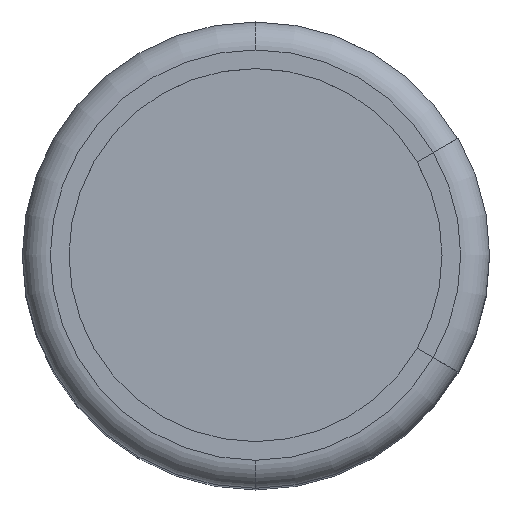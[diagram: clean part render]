
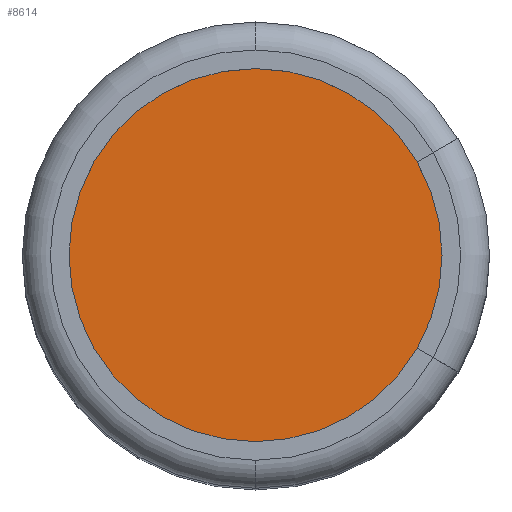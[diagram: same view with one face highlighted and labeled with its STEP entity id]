
A CAD part, top view. The second image highlights one B-rep face of the part: STEP entity #8614.
In plain terms, the highlighted planar face has unit normal (0, 0, 1).
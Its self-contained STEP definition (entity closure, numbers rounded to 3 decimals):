
#492 = DIRECTION ( 'NONE',  ( 0., 1., 0. ) ) ;
#831 = CIRCLE ( 'NONE', #9853, 2. ) ;
#973 = PLANE ( 'NONE',  #6328 ) ;
#1208 = CARTESIAN_POINT ( 'NONE',  ( 0., -2., 10.8 ) ) ;
#1416 = DIRECTION ( 'NONE',  ( 0., 0., 1. ) ) ;
#1554 = CARTESIAN_POINT ( 'NONE',  ( 0., 0., 10.8 ) ) ;
#2118 = CARTESIAN_POINT ( 'NONE',  ( 0., 0., 10.8 ) ) ;
#2793 = ORIENTED_EDGE ( 'NONE', *, *, #9667, .T. ) ;
#3612 = ORIENTED_EDGE ( 'NONE', *, *, #8360, .T. ) ;
#4505 = DIRECTION ( 'NONE',  ( 0., 0., 1. ) ) ;
#5950 = CIRCLE ( 'NONE', #9707, 2. ) ;
#6328 = AXIS2_PLACEMENT_3D ( 'NONE', #7909, #1416, #7024 ) ;
#6477 = VERTEX_POINT ( 'NONE', #11685 ) ;
#7024 = DIRECTION ( 'NONE',  ( 0., 1., 0. ) ) ;
#7909 = CARTESIAN_POINT ( 'NONE',  ( 0., 0., 10.8 ) ) ;
#8360 = EDGE_CURVE ( 'NONE', #6477, #10685, #831, .T. ) ;
#8487 = DIRECTION ( 'NONE',  ( 0., 0., 1. ) ) ;
#8614 = ADVANCED_FACE ( 'NONE', ( #11151 ), #973, .T. ) ;
#9667 = EDGE_CURVE ( 'NONE', #10685, #6477, #5950, .T. ) ;
#9707 = AXIS2_PLACEMENT_3D ( 'NONE', #1554, #8487, #492 ) ;
#9853 = AXIS2_PLACEMENT_3D ( 'NONE', #2118, #4505, #13495 ) ;
#10685 = VERTEX_POINT ( 'NONE', #1208 ) ;
#11151 = FACE_OUTER_BOUND ( 'NONE', #11950, .T. ) ;
#11685 = CARTESIAN_POINT ( 'NONE',  ( 0., 2., 10.8 ) ) ;
#11950 = EDGE_LOOP ( 'NONE', ( #3612, #2793 ) ) ;
#13495 = DIRECTION ( 'NONE',  ( 0., 1., 0. ) ) ;
